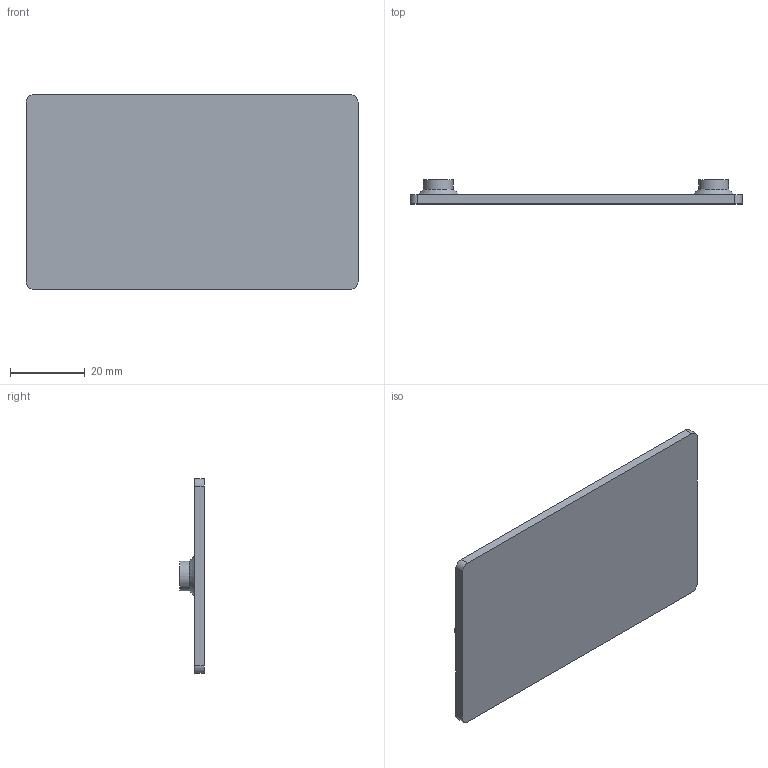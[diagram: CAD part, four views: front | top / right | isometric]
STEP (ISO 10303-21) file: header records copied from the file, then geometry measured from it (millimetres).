
FILE_DESCRIPTION(/* description */ (''),/* implementation_level */ '2;1');
FILE_NAME(/* name */ 'medium_backplate.stp',/* time_stamp */ '2025-05-14T00:39:48-04:00',/* author */ ('osmon'),/* organization */ (''),/* preprocessor_version */ 'ST-DEVELOPER v20',/* originating_system */ 'Autodesk Inventor 2025',/* authorisation */ '');
FILE_SCHEMA (('AUTOMOTIVE_DESIGN { 1 0 10303 214 3 1 1 }'));
Length unit declared in the file: millimetre
Products named in the file (1): medium_backplate
Bounding box: 88.9 x 6.5 x 52.1 mm (x, y, z)
Volume: 11902.8 mm3; surface area: 10234.4 mm2
Topology: 1 solids, 1 shells, 20 faces, 42 edges, 28 vertices
Faces by surface type: plane 10, cylinder 8, cone 2
Full cylindrical faces by diameter (mm): 4.5 x2, 8 x2
Entity records: 589 total; most frequent: DIRECTION 104, CARTESIAN_POINT 91, ORIENTED_EDGE 84, EDGE_CURVE 42, AXIS2_PLACEMENT_3D 41, VERTEX_POINT 28, EDGE_LOOP 24, LINE 22
